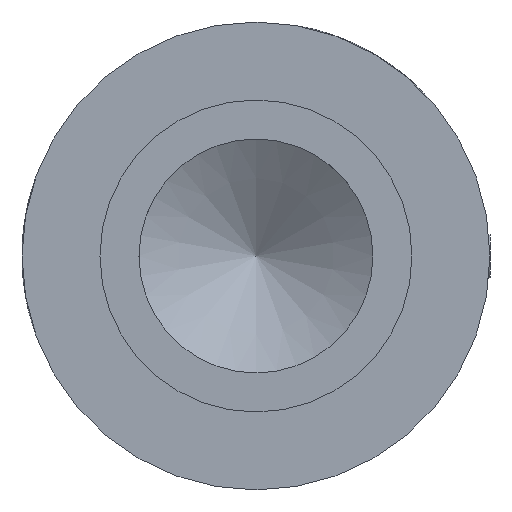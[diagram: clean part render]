
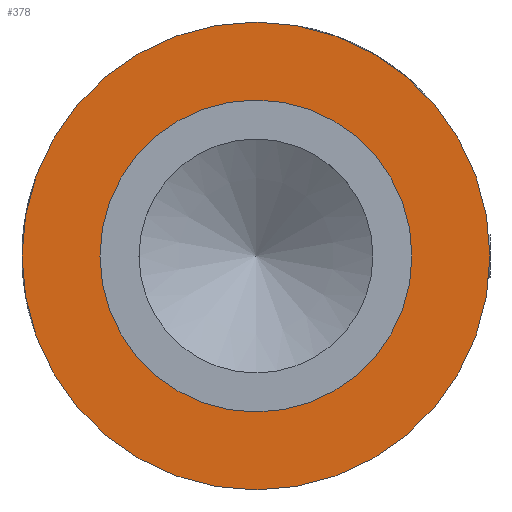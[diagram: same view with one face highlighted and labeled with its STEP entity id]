
A CAD part, front view. The second image highlights one B-rep face of the part: STEP entity #378.
In plain terms, the highlighted planar face has unit normal (0, -1, 0).
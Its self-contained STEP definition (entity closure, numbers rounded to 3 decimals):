
#23=FACE_BOUND('',#106,.T.);
#53=PLANE('',#483);
#81=FACE_OUTER_BOUND('',#105,.T.);
#105=EDGE_LOOP('',(#350));
#106=EDGE_LOOP('',(#351));
#167=CIRCLE('',#482,6.);
#168=CIRCLE('',#484,4.);
#202=VERTEX_POINT('',#899);
#203=VERTEX_POINT('',#904);
#250=EDGE_CURVE('',#202,#202,#167,.T.);
#253=EDGE_CURVE('',#203,#203,#168,.T.);
#350=ORIENTED_EDGE('',*,*,#250,.T.);
#351=ORIENTED_EDGE('',*,*,#253,.F.);
#378=ADVANCED_FACE('',(#81,#23),#53,.T.);
#482=AXIS2_PLACEMENT_3D('',#900,#572,#573);
#483=AXIS2_PLACEMENT_3D('',#903,#576,#577);
#484=AXIS2_PLACEMENT_3D('',#905,#578,#579);
#572=DIRECTION('center_axis',(0.,-1.,0.));
#573=DIRECTION('ref_axis',(1.,0.,0.));
#576=DIRECTION('center_axis',(0.,-1.,0.));
#577=DIRECTION('ref_axis',(0.,0.,-1.));
#578=DIRECTION('center_axis',(0.,-1.,0.));
#579=DIRECTION('ref_axis',(1.,0.,0.));
#899=CARTESIAN_POINT('',(-6.,4.3,0.));
#900=CARTESIAN_POINT('Origin',(0.,4.3,0.));
#903=CARTESIAN_POINT('Origin',(4.,4.3,0.));
#904=CARTESIAN_POINT('',(-4.,4.3,0.));
#905=CARTESIAN_POINT('Origin',(0.,4.3,0.));
